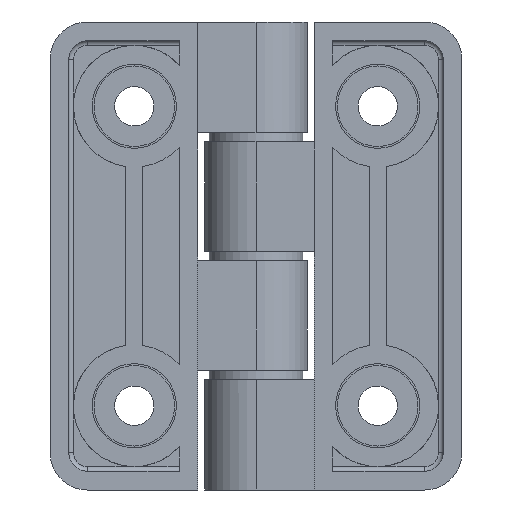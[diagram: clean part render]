
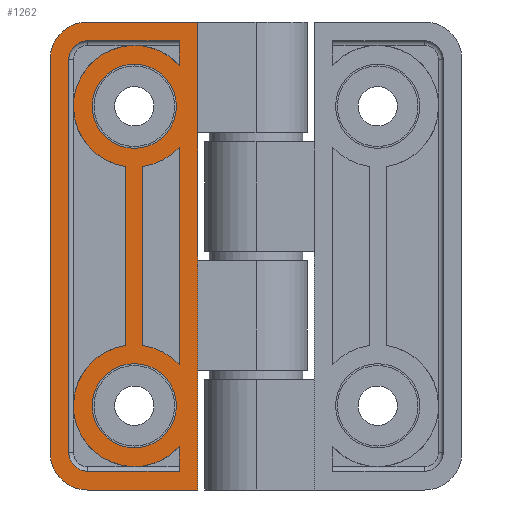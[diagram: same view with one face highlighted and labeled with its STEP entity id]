
A CAD part, front view. The second image highlights one B-rep face of the part: STEP entity #1262.
In plain terms, the highlighted planar face has unit normal (0, -1, 0).
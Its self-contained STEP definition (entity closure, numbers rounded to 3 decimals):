
#67=LINE('',#1905,#154);
#71=LINE('',#1914,#158);
#81=LINE('',#1936,#168);
#83=LINE('',#1942,#170);
#89=LINE('',#1954,#176);
#113=LINE('',#2063,#200);
#117=LINE('',#2078,#204);
#118=LINE('',#2080,#205);
#119=LINE('',#2086,#206);
#120=LINE('',#2088,#207);
#121=LINE('',#2090,#208);
#122=LINE('',#2093,#209);
#154=VECTOR('',#1491,2.617);
#158=VECTOR('',#1497,23.234);
#168=VECTOR('',#1511,2.617);
#170=VECTOR('',#1515,19.125);
#176=VECTOR('',#1523,19.125);
#200=VECTOR('',#1643,9.8);
#204=VECTOR('',#1665,42.);
#205=VECTOR('',#1668,9.8);
#206=VECTOR('',#1673,11.8);
#207=VECTOR('',#1674,50.);
#208=VECTOR('',#1675,11.8);
#209=VECTOR('',#1678,42.);
#259=PLANE('',#1381);
#282=FACE_BOUND('',#437,.T.);
#283=FACE_BOUND('',#438,.T.);
#284=FACE_BOUND('',#439,.T.);
#285=FACE_BOUND('',#440,.T.);
#351=FACE_OUTER_BOUND('',#436,.T.);
#436=EDGE_LOOP('',(#1027,#1028,#1029,#1030,#1031,#1032));
#437=EDGE_LOOP('',(#1033,#1034,#1035,#1036,#1037,#1038,#1039,#1040,#1041,
#1042));
#438=EDGE_LOOP('',(#1043));
#439=EDGE_LOOP('',(#1044));
#440=EDGE_LOOP('',(#1045,#1046,#1047,#1048));
#514=CIRCLE('',#1312,4.5);
#516=CIRCLE('',#1315,4.5);
#521=CIRCLE('',#1328,6.5);
#526=CIRCLE('',#1334,6.5);
#528=CIRCLE('',#1337,6.5);
#536=CIRCLE('',#1354,6.5);
#543=CIRCLE('',#1366,2.);
#544=CIRCLE('',#1368,2.);
#548=CIRCLE('',#1382,4.);
#549=CIRCLE('',#1383,4.);
#589=VERTEX_POINT('',#1891);
#591=VERTEX_POINT('',#1896);
#594=VERTEX_POINT('',#1902);
#595=VERTEX_POINT('',#1904);
#597=VERTEX_POINT('',#1910);
#599=VERTEX_POINT('',#1913);
#605=VERTEX_POINT('',#1927);
#609=VERTEX_POINT('',#1934);
#610=VERTEX_POINT('',#1938);
#612=VERTEX_POINT('',#1941);
#614=VERTEX_POINT('',#1947);
#617=VERTEX_POINT('',#1952);
#640=VERTEX_POINT('',#2038);
#641=VERTEX_POINT('',#2039);
#642=VERTEX_POINT('',#2044);
#643=VERTEX_POINT('',#2045);
#647=VERTEX_POINT('',#2082);
#648=VERTEX_POINT('',#2083);
#649=VERTEX_POINT('',#2085);
#650=VERTEX_POINT('',#2087);
#651=VERTEX_POINT('',#2089);
#652=VERTEX_POINT('',#2091);
#705=EDGE_CURVE('',#589,#589,#514,.T.);
#707=EDGE_CURVE('',#591,#591,#516,.T.);
#710=EDGE_CURVE('',#595,#594,#67,.T.);
#714=EDGE_CURVE('',#599,#597,#71,.T.);
#725=EDGE_CURVE('',#605,#609,#81,.T.);
#727=EDGE_CURVE('',#610,#612,#83,.T.);
#733=EDGE_CURVE('',#617,#614,#89,.T.);
#736=EDGE_CURVE('',#614,#597,#521,.T.);
#741=EDGE_CURVE('',#605,#610,#526,.T.);
#743=EDGE_CURVE('',#599,#617,#528,.T.);
#767=EDGE_CURVE('',#612,#594,#536,.T.);
#776=EDGE_CURVE('',#640,#641,#543,.T.);
#779=EDGE_CURVE('',#642,#643,#544,.T.);
#784=EDGE_CURVE('',#609,#640,#113,.T.);
#791=EDGE_CURVE('',#641,#642,#117,.T.);
#792=EDGE_CURVE('',#643,#595,#118,.T.);
#793=EDGE_CURVE('',#647,#648,#548,.T.);
#794=EDGE_CURVE('',#647,#649,#119,.T.);
#795=EDGE_CURVE('',#649,#650,#120,.T.);
#796=EDGE_CURVE('',#650,#651,#121,.T.);
#797=EDGE_CURVE('',#652,#651,#549,.T.);
#798=EDGE_CURVE('',#652,#648,#122,.T.);
#1027=ORIENTED_EDGE('',*,*,#793,.F.);
#1028=ORIENTED_EDGE('',*,*,#794,.T.);
#1029=ORIENTED_EDGE('',*,*,#795,.T.);
#1030=ORIENTED_EDGE('',*,*,#796,.T.);
#1031=ORIENTED_EDGE('',*,*,#797,.F.);
#1032=ORIENTED_EDGE('',*,*,#798,.T.);
#1033=ORIENTED_EDGE('',*,*,#725,.T.);
#1034=ORIENTED_EDGE('',*,*,#784,.T.);
#1035=ORIENTED_EDGE('',*,*,#776,.T.);
#1036=ORIENTED_EDGE('',*,*,#791,.T.);
#1037=ORIENTED_EDGE('',*,*,#779,.T.);
#1038=ORIENTED_EDGE('',*,*,#792,.T.);
#1039=ORIENTED_EDGE('',*,*,#710,.T.);
#1040=ORIENTED_EDGE('',*,*,#767,.F.);
#1041=ORIENTED_EDGE('',*,*,#727,.F.);
#1042=ORIENTED_EDGE('',*,*,#741,.F.);
#1043=ORIENTED_EDGE('',*,*,#705,.F.);
#1044=ORIENTED_EDGE('',*,*,#707,.F.);
#1045=ORIENTED_EDGE('',*,*,#736,.F.);
#1046=ORIENTED_EDGE('',*,*,#733,.F.);
#1047=ORIENTED_EDGE('',*,*,#743,.F.);
#1048=ORIENTED_EDGE('',*,*,#714,.T.);
#1262=ADVANCED_FACE('',(#351,#282,#283,#284,#285),#259,.T.);
#1312=AXIS2_PLACEMENT_3D('',#1892,#1478,#1479);
#1315=AXIS2_PLACEMENT_3D('',#1897,#1484,#1485);
#1328=AXIS2_PLACEMENT_3D('',#1962,#1534,#1535);
#1334=AXIS2_PLACEMENT_3D('',#1970,#1546,#1547);
#1337=AXIS2_PLACEMENT_3D('',#1973,#1552,#1553);
#1354=AXIS2_PLACEMENT_3D('',#2020,#1602,#1603);
#1366=AXIS2_PLACEMENT_3D('',#2040,#1628,#1629);
#1368=AXIS2_PLACEMENT_3D('',#2046,#1634,#1635);
#1381=AXIS2_PLACEMENT_3D('',#2081,#1669,#1670);
#1382=AXIS2_PLACEMENT_3D('',#2084,#1671,#1672);
#1383=AXIS2_PLACEMENT_3D('',#2092,#1676,#1677);
#1478=DIRECTION('center_axis',(0.,-1.,0.));
#1479=DIRECTION('ref_axis',(-1.,0.,0.));
#1484=DIRECTION('center_axis',(0.,-1.,0.));
#1485=DIRECTION('ref_axis',(-1.,0.,0.));
#1491=DIRECTION('',(0.,0.,-1.));
#1497=DIRECTION('',(0.,0.,-1.));
#1511=DIRECTION('',(0.,0.,-1.));
#1515=DIRECTION('',(0.,0.,1.));
#1523=DIRECTION('',(0.,0.,-1.));
#1534=DIRECTION('center_axis',(0.,1.,0.));
#1535=DIRECTION('ref_axis',(-1.,0.,0.));
#1546=DIRECTION('center_axis',(0.,1.,0.));
#1547=DIRECTION('ref_axis',(-1.,0.,0.));
#1552=DIRECTION('center_axis',(0.,1.,0.));
#1553=DIRECTION('ref_axis',(-1.,0.,0.));
#1602=DIRECTION('center_axis',(0.,1.,0.));
#1603=DIRECTION('ref_axis',(-1.,0.,0.));
#1628=DIRECTION('center_axis',(0.,1.,0.));
#1629=DIRECTION('ref_axis',(-0.707,0.,-0.707));
#1634=DIRECTION('center_axis',(0.,1.,0.));
#1635=DIRECTION('ref_axis',(-0.707,0.,0.707));
#1643=DIRECTION('',(-1.,0.,0.));
#1665=DIRECTION('',(0.,0.,1.));
#1668=DIRECTION('',(1.,0.,0.));
#1669=DIRECTION('center_axis',(0.,-1.,0.));
#1670=DIRECTION('ref_axis',(0.,0.,-1.));
#1671=DIRECTION('center_axis',(0.,1.,0.));
#1672=DIRECTION('ref_axis',(-0.707,0.,-0.707));
#1673=DIRECTION('',(1.,0.,0.));
#1674=DIRECTION('',(0.,0.,1.));
#1675=DIRECTION('',(-1.,0.,0.));
#1676=DIRECTION('center_axis',(0.,1.,0.));
#1677=DIRECTION('ref_axis',(-0.707,0.,0.707));
#1678=DIRECTION('',(0.,0.,-1.));
#1891=CARTESIAN_POINT('',(-8.5,-5.8,-16.));
#1892=CARTESIAN_POINT('Origin',(-13.,-5.8,-16.));
#1896=CARTESIAN_POINT('',(-8.5,-5.8,16.));
#1897=CARTESIAN_POINT('Origin',(-13.,-5.8,16.));
#1902=CARTESIAN_POINT('',(-8.2,-5.8,20.383));
#1904=CARTESIAN_POINT('',(-8.2,-5.8,23.));
#1905=CARTESIAN_POINT('',(-8.2,-5.8,0.));
#1910=CARTESIAN_POINT('',(-8.2,-5.8,-11.617));
#1913=CARTESIAN_POINT('',(-8.2,-5.8,11.617));
#1914=CARTESIAN_POINT('',(-8.2,-5.8,0.));
#1927=CARTESIAN_POINT('',(-8.2,-5.8,-20.383));
#1934=CARTESIAN_POINT('',(-8.2,-5.8,-23.));
#1936=CARTESIAN_POINT('',(-8.2,-5.8,0.));
#1938=CARTESIAN_POINT('',(-13.9,-5.8,-9.563));
#1941=CARTESIAN_POINT('',(-13.9,-5.8,9.563));
#1942=CARTESIAN_POINT('',(-13.9,-5.8,5.5));
#1947=CARTESIAN_POINT('',(-12.1,-5.8,-9.563));
#1952=CARTESIAN_POINT('',(-12.1,-5.8,9.563));
#1954=CARTESIAN_POINT('',(-12.1,-5.8,-5.5));
#1962=CARTESIAN_POINT('Origin',(-13.,-5.8,-16.));
#1970=CARTESIAN_POINT('Origin',(-13.,-5.8,-16.));
#1973=CARTESIAN_POINT('Origin',(-13.,-5.8,16.));
#2020=CARTESIAN_POINT('Origin',(-13.,-5.8,16.));
#2038=CARTESIAN_POINT('',(-18.,-5.8,-23.));
#2039=CARTESIAN_POINT('',(-20.,-5.8,-21.));
#2040=CARTESIAN_POINT('Origin',(-18.,-5.8,-21.));
#2044=CARTESIAN_POINT('',(-20.,-5.8,21.));
#2045=CARTESIAN_POINT('',(-18.,-5.8,23.));
#2046=CARTESIAN_POINT('Origin',(-18.,-5.8,21.));
#2063=CARTESIAN_POINT('',(-7.1,-5.8,-23.));
#2078=CARTESIAN_POINT('',(-20.,-5.8,0.));
#2080=CARTESIAN_POINT('',(-7.1,-5.8,23.));
#2081=CARTESIAN_POINT('Origin',(-6.2,-5.8,0.));
#2082=CARTESIAN_POINT('',(-18.,-5.8,-25.));
#2083=CARTESIAN_POINT('',(-22.,-5.8,-21.));
#2084=CARTESIAN_POINT('Origin',(-18.,-5.8,-21.));
#2085=CARTESIAN_POINT('',(-6.2,-5.8,-25.));
#2086=CARTESIAN_POINT('',(-6.2,-5.8,-25.));
#2087=CARTESIAN_POINT('',(-6.2,-5.8,25.));
#2088=CARTESIAN_POINT('',(-6.2,-5.8,0.));
#2089=CARTESIAN_POINT('',(-18.,-5.8,25.));
#2090=CARTESIAN_POINT('',(-6.2,-5.8,25.));
#2091=CARTESIAN_POINT('',(-22.,-5.8,21.));
#2092=CARTESIAN_POINT('Origin',(-18.,-5.8,21.));
#2093=CARTESIAN_POINT('',(-22.,-5.8,0.));
